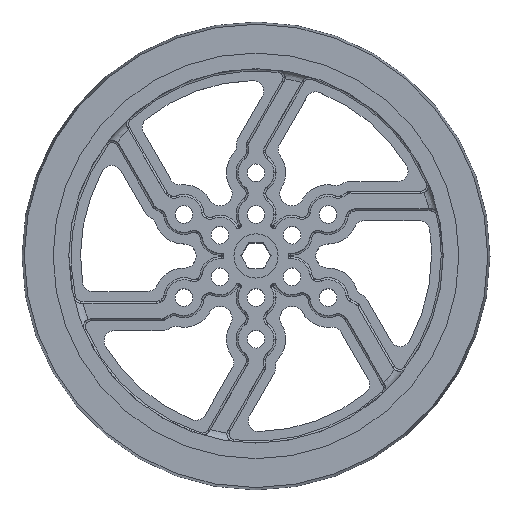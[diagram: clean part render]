
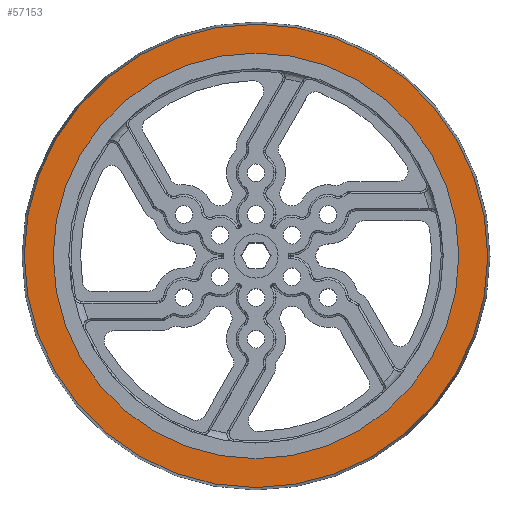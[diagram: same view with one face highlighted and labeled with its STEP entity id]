
A CAD part, top view. The second image highlights one B-rep face of the part: STEP entity #57153.
In plain terms, the highlighted planar face has unit normal (0, 0, 1).
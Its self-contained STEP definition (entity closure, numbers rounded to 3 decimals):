
#1823 = VERTEX_POINT ( 'NONE', #38276 ) ;
#2453 = FACE_OUTER_BOUND ( 'NONE', #13347, .T. ) ;
#2953 = VERTEX_POINT ( 'NONE', #15648 ) ;
#5519 = EDGE_CURVE ( 'NONE', #54936, #2953, #35789, .T. ) ;
#6393 = CARTESIAN_POINT ( 'NONE',  ( 0., 0., 25. ) ) ;
#6725 = CIRCLE ( 'NONE', #14765, 44.563 ) ;
#7625 = ORIENTED_EDGE ( 'NONE', *, *, #35316, .T. ) ;
#11715 = CARTESIAN_POINT ( 'NONE',  ( 44.563, 0., 25. ) ) ;
#13347 = EDGE_LOOP ( 'NONE', ( #56075, #53734 ) ) ;
#14765 = AXIS2_PLACEMENT_3D ( 'NONE', #41530, #24238, #41776 ) ;
#15648 = CARTESIAN_POINT ( 'NONE',  ( -44.563, 0., 25. ) ) ;
#18160 = DIRECTION ( 'NONE',  ( 0., 0., -1. ) ) ;
#20994 = EDGE_CURVE ( 'NONE', #1823, #33620, #23444, .T. ) ;
#21818 = ORIENTED_EDGE ( 'NONE', *, *, #20994, .T. ) ;
#23444 = CIRCLE ( 'NONE', #70516, 39. ) ;
#24238 = DIRECTION ( 'NONE',  ( 0., 0., 1. ) ) ;
#24965 = DIRECTION ( 'NONE',  ( 0., 0., 1. ) ) ;
#25622 = CARTESIAN_POINT ( 'NONE',  ( 0., 0., 25. ) ) ;
#27028 = AXIS2_PLACEMENT_3D ( 'NONE', #6393, #18160, #53279 ) ;
#32514 = EDGE_LOOP ( 'NONE', ( #7625, #21818 ) ) ;
#33030 = CARTESIAN_POINT ( 'NONE',  ( 0., 0., 25. ) ) ;
#33520 = DIRECTION ( 'NONE',  ( 0., 0., 1. ) ) ;
#33620 = VERTEX_POINT ( 'NONE', #40968 ) ;
#33821 = DIRECTION ( 'NONE',  ( 0., 0., -1. ) ) ;
#35316 = EDGE_CURVE ( 'NONE', #33620, #1823, #42499, .T. ) ;
#35789 = CIRCLE ( 'NONE', #65798, 44.563 ) ;
#38276 = CARTESIAN_POINT ( 'NONE',  ( 38.423, -6.686, 25. ) ) ;
#40968 = CARTESIAN_POINT ( 'NONE',  ( -38.423, 6.686, 25. ) ) ;
#41530 = CARTESIAN_POINT ( 'NONE',  ( 0., 0., 25. ) ) ;
#41776 = DIRECTION ( 'NONE',  ( 1., 0., 0. ) ) ;
#42499 = CIRCLE ( 'NONE', #27028, 39. ) ;
#43729 = FACE_BOUND ( 'NONE', #32514, .T. ) ;
#44288 = AXIS2_PLACEMENT_3D ( 'NONE', #70184, #24965, #58897 ) ;
#53279 = DIRECTION ( 'NONE',  ( -0.985, 0.171, 0. ) ) ;
#53734 = ORIENTED_EDGE ( 'NONE', *, *, #5519, .T. ) ;
#54936 = VERTEX_POINT ( 'NONE', #11715 ) ;
#56075 = ORIENTED_EDGE ( 'NONE', *, *, #69812, .T. ) ;
#57153 = ADVANCED_FACE ( 'NONE', ( #2453, #43729 ), #59395, .T. ) ;
#58897 = DIRECTION ( 'NONE',  ( 1., 0., 0. ) ) ;
#59395 = PLANE ( 'NONE',  #44288 ) ;
#65181 = DIRECTION ( 'NONE',  ( -0.985, 0.171, 0. ) ) ;
#65798 = AXIS2_PLACEMENT_3D ( 'NONE', #33030, #33520, #67674 ) ;
#67674 = DIRECTION ( 'NONE',  ( 1., 0., 0. ) ) ;
#69812 = EDGE_CURVE ( 'NONE', #2953, #54936, #6725, .T. ) ;
#70184 = CARTESIAN_POINT ( 'NONE',  ( 0., 0., 25. ) ) ;
#70516 = AXIS2_PLACEMENT_3D ( 'NONE', #25622, #33821, #65181 ) ;
